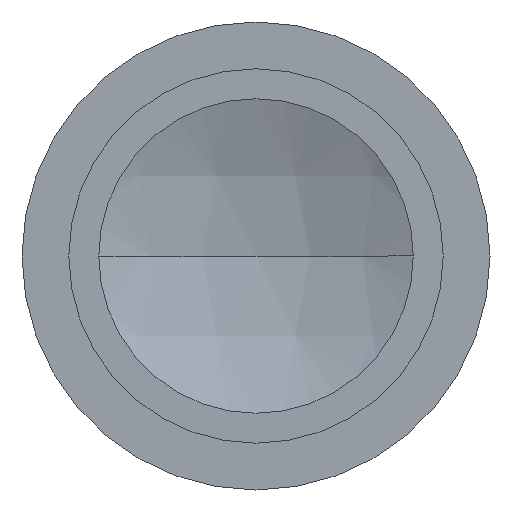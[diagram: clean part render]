
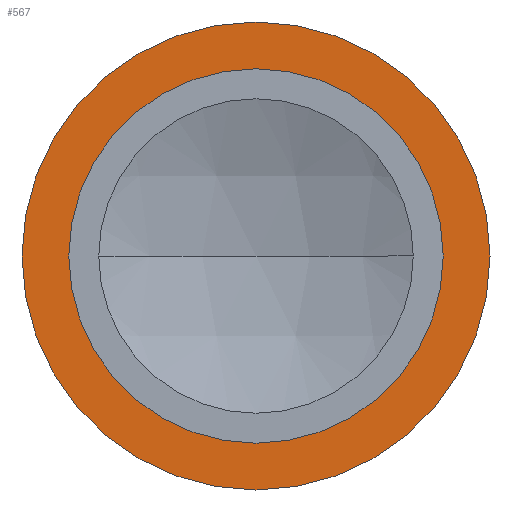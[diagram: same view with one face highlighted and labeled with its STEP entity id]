
A CAD part, left-side view. The second image highlights one B-rep face of the part: STEP entity #567.
In plain terms, the highlighted planar face has unit normal (-1, 0, 0).
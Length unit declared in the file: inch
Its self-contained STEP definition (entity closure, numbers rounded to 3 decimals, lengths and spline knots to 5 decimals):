
#32 = CARTESIAN_POINT ( 'NONE',  ( 1.3, 0., 0.0625 ) ) ;
#64 = ORIENTED_EDGE ( 'NONE', *, *, #139, .T. ) ;
#83 = DIRECTION ( 'NONE',  ( 0., 0., 1. ) ) ;
#84 = EDGE_CURVE ( 'NONE', #700, #373, #666, .T. ) ;
#85 = CARTESIAN_POINT ( 'NONE',  ( 1.3, 0., 0. ) ) ;
#86 = ORIENTED_EDGE ( 'NONE', *, *, #682, .F. ) ;
#112 = DIRECTION ( 'NONE',  ( -1., 0., 0. ) ) ;
#139 = EDGE_CURVE ( 'NONE', #638, #461, #301, .T. ) ;
#141 = CARTESIAN_POINT ( 'NONE',  ( 1.3, 0., 0. ) ) ;
#189 = AXIS2_PLACEMENT_3D ( 'NONE', #565, #112, #227 ) ;
#199 = EDGE_CURVE ( 'NONE', #461, #638, #257, .T. ) ;
#204 = CARTESIAN_POINT ( 'NONE',  ( 1.3, 0., 0. ) ) ;
#208 = AXIS2_PLACEMENT_3D ( 'NONE', #383, #214, #514 ) ;
#214 = DIRECTION ( 'NONE',  ( -1., 0., 0. ) ) ;
#227 = DIRECTION ( 'NONE',  ( 0., 0., 1. ) ) ;
#253 = CARTESIAN_POINT ( 'NONE',  ( 1.3, 0., 0.05 ) ) ;
#257 = CIRCLE ( 'NONE', #320, 0.0625 ) ;
#260 = AXIS2_PLACEMENT_3D ( 'NONE', #204, #529, #692 ) ;
#264 = FACE_BOUND ( 'NONE', #501, .T. ) ;
#284 = AXIS2_PLACEMENT_3D ( 'NONE', #141, #472, #83 ) ;
#301 = CIRCLE ( 'NONE', #284, 0.0625 ) ;
#320 = AXIS2_PLACEMENT_3D ( 'NONE', #85, #576, #359 ) ;
#359 = DIRECTION ( 'NONE',  ( 0., 0., 1. ) ) ;
#373 = VERTEX_POINT ( 'NONE', #253 ) ;
#383 = CARTESIAN_POINT ( 'NONE',  ( 1.3, 0., 0. ) ) ;
#411 = EDGE_LOOP ( 'NONE', ( #493, #64 ) ) ;
#417 = FACE_OUTER_BOUND ( 'NONE', #411, .T. ) ;
#426 = ORIENTED_EDGE ( 'NONE', *, *, #84, .F. ) ;
#461 = VERTEX_POINT ( 'NONE', #32 ) ;
#472 = DIRECTION ( 'NONE',  ( -1., 0., 0. ) ) ;
#493 = ORIENTED_EDGE ( 'NONE', *, *, #199, .T. ) ;
#501 = EDGE_LOOP ( 'NONE', ( #86, #426 ) ) ;
#514 = DIRECTION ( 'NONE',  ( 0., 0., 1. ) ) ;
#529 = DIRECTION ( 'NONE',  ( -1., 0., 0. ) ) ;
#565 = CARTESIAN_POINT ( 'NONE',  ( 1.3, 0.05, 0. ) ) ;
#567 = ADVANCED_FACE ( 'NONE', ( #417, #264 ), #607, .T. ) ;
#576 = DIRECTION ( 'NONE',  ( -1., 0., 0. ) ) ;
#607 = PLANE ( 'NONE',  #189 ) ;
#621 = CIRCLE ( 'NONE', #208, 0.05 ) ;
#638 = VERTEX_POINT ( 'NONE', #654 ) ;
#654 = CARTESIAN_POINT ( 'NONE',  ( 1.3, 0., -0.0625 ) ) ;
#658 = CARTESIAN_POINT ( 'NONE',  ( 1.3, 0., -0.05 ) ) ;
#666 = CIRCLE ( 'NONE', #260, 0.05 ) ;
#682 = EDGE_CURVE ( 'NONE', #373, #700, #621, .T. ) ;
#692 = DIRECTION ( 'NONE',  ( 0., 0., 1. ) ) ;
#700 = VERTEX_POINT ( 'NONE', #658 ) ;
